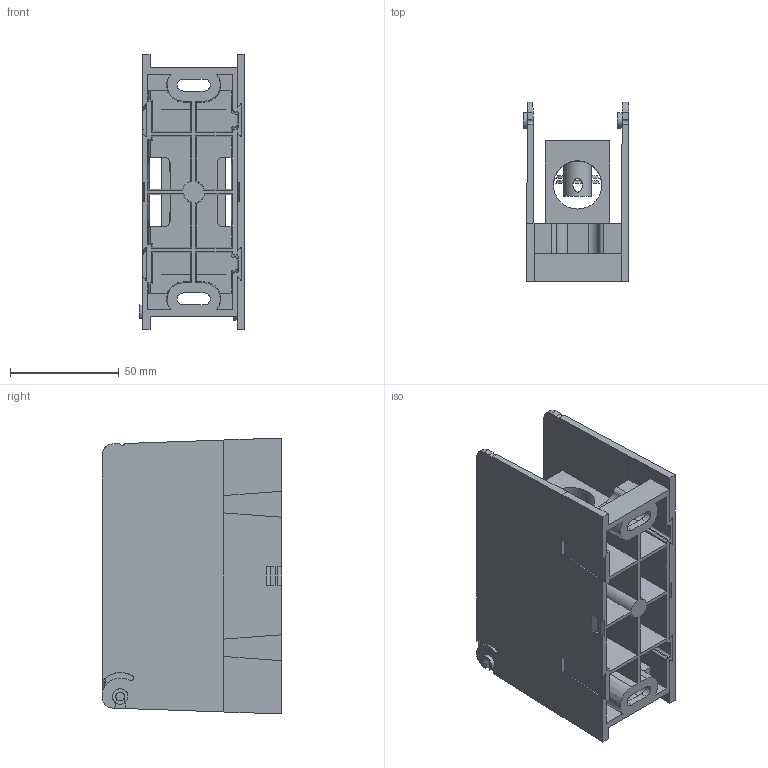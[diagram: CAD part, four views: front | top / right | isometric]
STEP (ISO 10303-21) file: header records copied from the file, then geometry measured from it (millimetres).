
FILE_DESCRIPTION (( 'STEP AP214' ), '1' );
FILE_NAME ('701973rev-1P.STEP', '2014-03-25T12:56:15', ( '' ), ( '' ), 'SwSTEP 2.0', 'SolidWorks 2013', '' );
FILE_SCHEMA (( 'AUTOMOTIVE_DESIGN' ));
Length unit declared in the file: inch
Products named in the file (1): 701973rev-1P
Bounding box: 48.6 x 82.55 x 127.01 mm (x, y, z)
Surface area: 76572.2 mm2 (no closed solid volume)
Topology: 0 solids, 7 shells, 227 faces, 702 edges, 479 vertices
Faces by surface type: plane 163, cylinder 55, cone 9
Full cylindrical faces by diameter (mm): 4.064 x1, 7.112 x1, 12.7 x1, 22.225 x2
Entity records: 10897 total; most frequent: CARTESIAN_POINT 1983, ORIENTED_EDGE 1210, DIRECTION 1136, EDGE_CURVE 688, VECTOR 514, LINE 514, VERTEX_POINT 474, AXIS2_PLACEMENT_3D 311
